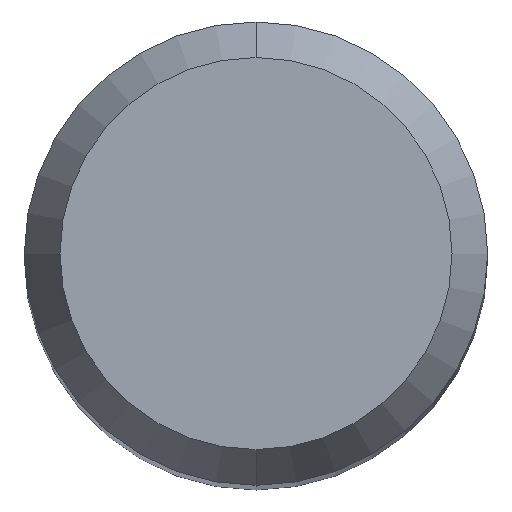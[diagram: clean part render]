
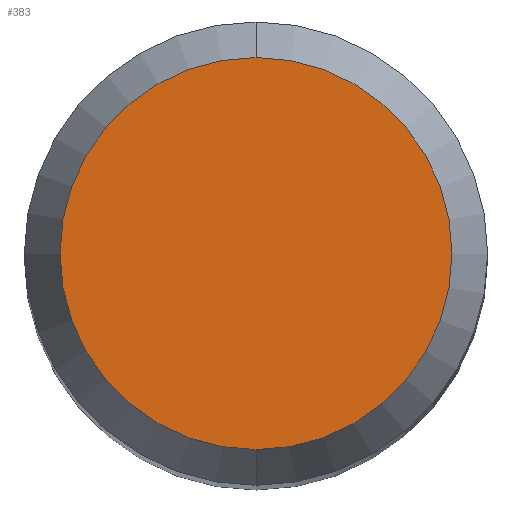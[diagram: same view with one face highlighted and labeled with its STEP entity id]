
A CAD part, top view. The second image highlights one B-rep face of the part: STEP entity #383.
In plain terms, the highlighted planar face has unit normal (0, 0, 1).
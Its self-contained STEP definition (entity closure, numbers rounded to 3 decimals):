
#275=VERTEX_POINT('',#577);
#277=VERTEX_POINT('',#579);
#353=EDGE_CURVE('',#277,#275,#661,.T.);
#383=ADVANCED_FACE('',(#694),#695,.T.);
#437=EDGE_CURVE('',#275,#277,#755,.T.);
#577=CARTESIAN_POINT('',(0.0,2.538,0.0));
#579=CARTESIAN_POINT('',(0.,-2.538,0.0));
#661=CIRCLE('',#1185,2.538);
#694=FACE_OUTER_BOUND('',#1235,.T.);
#695=PLANE('',#1236);
#755=CIRCLE('',#1374,2.538);
#1185=AXIS2_PLACEMENT_3D('',#1579,#1580,#1581);
#1235=EDGE_LOOP('',(#1611,#1612));
#1236=AXIS2_PLACEMENT_3D('',#1613,#1614,#1615);
#1374=AXIS2_PLACEMENT_3D('',#1696,#1697,#1698);
#1579=CARTESIAN_POINT('',(0.0,0.0,0.0));
#1580=DIRECTION('',(0.0,0.0,-1.0));
#1581=DIRECTION('',(0.0,1.0,0.0));
#1611=ORIENTED_EDGE('',*,*,#437,.F.);
#1612=ORIENTED_EDGE('',*,*,#353,.F.);
#1613=CARTESIAN_POINT('',(0.0,1.269,0.0));
#1614=DIRECTION('',(-0.0,0.0,1.0));
#1615=DIRECTION('',(0.0,-1.0,0.0));
#1696=CARTESIAN_POINT('',(0.0,0.0,0.0));
#1697=DIRECTION('',(0.0,0.0,-1.0));
#1698=DIRECTION('',(0.0,1.0,0.0));
